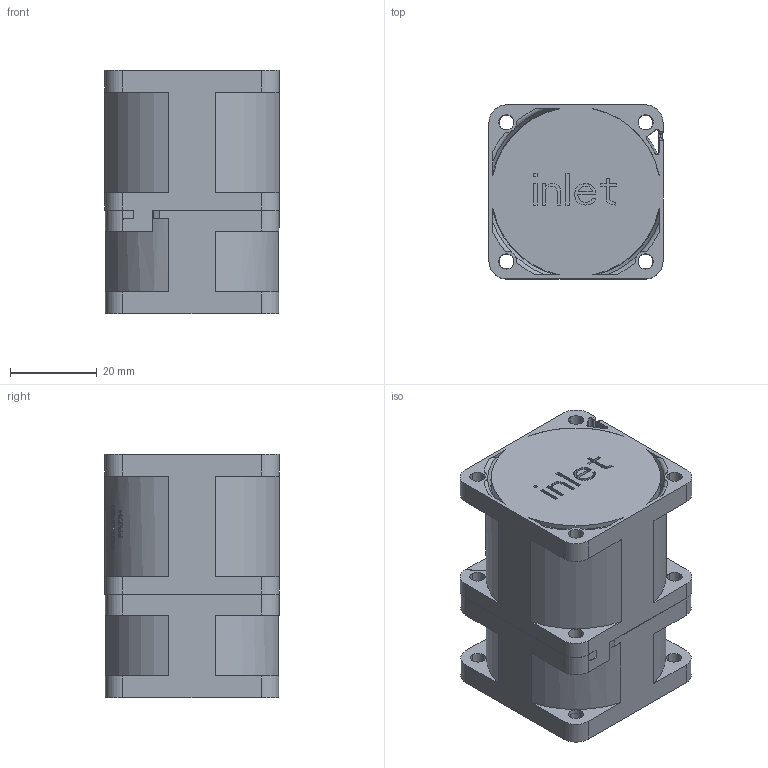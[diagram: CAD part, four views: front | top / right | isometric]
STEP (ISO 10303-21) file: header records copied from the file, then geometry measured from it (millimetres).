
FILE_DESCRIPTION((''),'2;1');
FILE_NAME('4102061400_REAR_FRAME','2013-10-26T',('dingguo.xu'),(''),'PRO/ENGINEER BY PARAMETRIC TECHNOLOGY CORPORATION, 2012480','PRO/ENGINEER BY PARAMETRIC TECHNOLOGY CORPORATION, 2012480','');
FILE_SCHEMA(('CONFIG_CONTROL_DESIGN'));
Length unit declared in the file: millimetre
Products named in the file (1): 4102061400_REAR_FRAME
Bounding box: 40.18 x 40.18 x 56.14 mm (x, y, z)
Volume: 78438.9 mm3; surface area: 14222.6 mm2
Topology: 1 solids, 2 shells, 939 faces, 2676 edges, 1781 vertices
Faces by surface type: plane 752, cylinder 153, torus 20, cone 10, sphere 4
Entity records: 31001 total; most frequent: CARTESIAN_POINT 7025, ORIENTED_EDGE 5344, DIRECTION 4473, EDGE_CURVE 2672, VERTEX_POINT 1781, VECTOR 1707, LINE 1707, AXIS2_PLACEMENT_3D 1383
